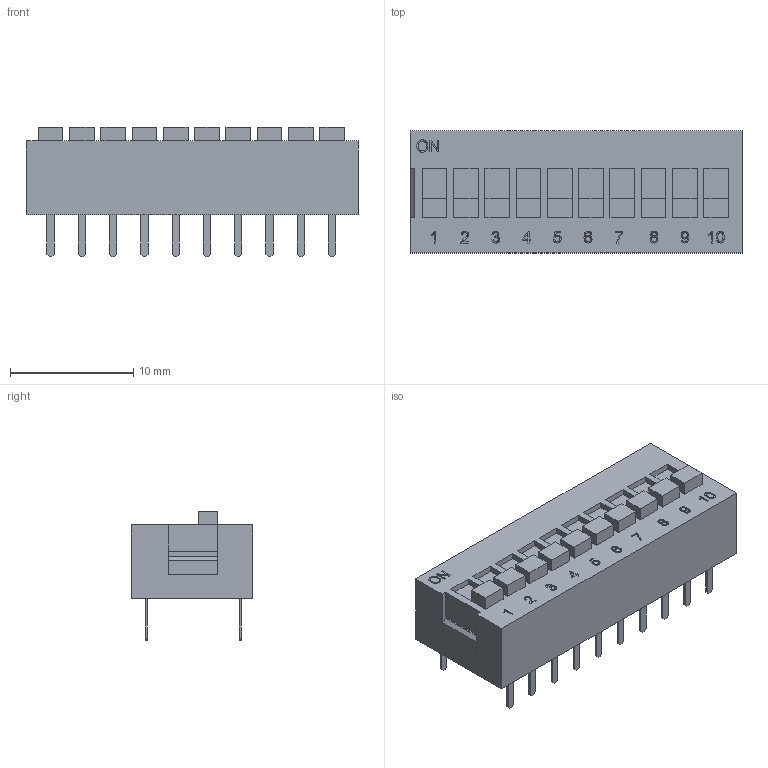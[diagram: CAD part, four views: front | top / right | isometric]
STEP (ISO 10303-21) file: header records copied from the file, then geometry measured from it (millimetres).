
FILE_DESCRIPTION(('FreeCAD Model'),'2;1');
FILE_NAME('DS_10.stp', '2015-04-18T14:29:18',('FreeCAD'),('FreeCAD'), 'Open CASCADE STEP processor 6.7','FreeCAD','Unknown');
FILE_SCHEMA(('AUTOMOTIVE_DESIGN_CC2 { 1 2 10303 214 -1 1 5 4 }'));
Length unit declared in the file: millimetre
Products named in the file (4): Pocket003; Array001; Fusion; Array
Bounding box: 26.96 x 9.9 x 10.5 mm (x, y, z)
Volume: 1588.7 mm3; surface area: 1337.9 mm2
Topology: 44 solids, 44 shells, 576 faces, 1429 edges, 952 vertices
Faces by surface type: plane 373, extrusion 203
Entity records: 36579 total; most frequent: CARTESIAN_POINT 7848, DIRECTION 4424, VECTOR 3676, LINE 3473, ORIENTED_EDGE 2858, PCURVE 2858, DEFINITIONAL_REPRESENTATION 2858, EDGE_CURVE 1429
